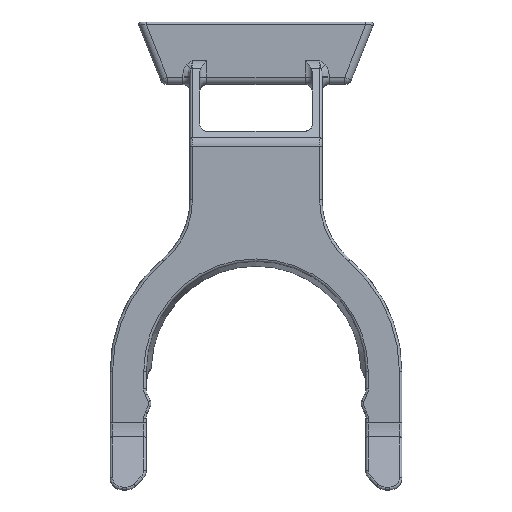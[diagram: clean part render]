
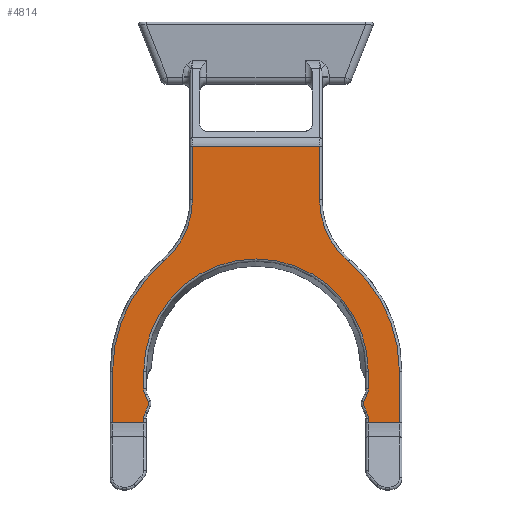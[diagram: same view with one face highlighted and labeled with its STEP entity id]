
A CAD part, top view. The second image highlights one B-rep face of the part: STEP entity #4814.
In plain terms, the highlighted planar face has unit normal (0, 0, 1).
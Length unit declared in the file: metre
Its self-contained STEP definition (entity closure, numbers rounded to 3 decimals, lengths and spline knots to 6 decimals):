
#478=CIRCLE('',#5175,0.033573);
#479=CIRCLE('',#5176,0.05975);
#480=CIRCLE('',#5177,0.006);
#481=CIRCLE('',#5178,0.002);
#482=CIRCLE('',#5179,0.006);
#483=CIRCLE('',#5180,0.04675);
#484=CIRCLE('',#5181,0.006);
#485=CIRCLE('',#5182,0.002);
#486=CIRCLE('',#5183,0.006);
#487=CIRCLE('',#5184,0.05975);
#488=CIRCLE('',#5185,0.033573);
#851=ORIENTED_EDGE('',*,*,#2385,.T.);
#852=ORIENTED_EDGE('',*,*,#2386,.T.);
#853=ORIENTED_EDGE('',*,*,#2387,.T.);
#854=ORIENTED_EDGE('',*,*,#2388,.T.);
#855=ORIENTED_EDGE('',*,*,#2389,.T.);
#856=ORIENTED_EDGE('',*,*,#2390,.T.);
#857=ORIENTED_EDGE('',*,*,#2391,.T.);
#858=ORIENTED_EDGE('',*,*,#2392,.T.);
#859=ORIENTED_EDGE('',*,*,#2393,.T.);
#860=ORIENTED_EDGE('',*,*,#2394,.T.);
#861=ORIENTED_EDGE('',*,*,#2395,.T.);
#862=ORIENTED_EDGE('',*,*,#2396,.T.);
#863=ORIENTED_EDGE('',*,*,#2397,.T.);
#864=ORIENTED_EDGE('',*,*,#2398,.T.);
#865=ORIENTED_EDGE('',*,*,#2399,.T.);
#866=ORIENTED_EDGE('',*,*,#2400,.T.);
#867=ORIENTED_EDGE('',*,*,#2401,.T.);
#868=ORIENTED_EDGE('',*,*,#2402,.T.);
#869=ORIENTED_EDGE('',*,*,#2403,.T.);
#870=ORIENTED_EDGE('',*,*,#2404,.T.);
#871=ORIENTED_EDGE('',*,*,#2405,.T.);
#872=ORIENTED_EDGE('',*,*,#2406,.T.);
#873=ORIENTED_EDGE('',*,*,#2407,.T.);
#874=ORIENTED_EDGE('',*,*,#2408,.T.);
#875=ORIENTED_EDGE('',*,*,#2409,.T.);
#876=ORIENTED_EDGE('',*,*,#2410,.T.);
#2385=EDGE_CURVE('',#3152,#3153,#3570,.T.);
#2386=EDGE_CURVE('',#3153,#3154,#3571,.T.);
#2387=EDGE_CURVE('',#3154,#3155,#478,.F.);
#2388=EDGE_CURVE('',#3155,#3156,#479,.T.);
#2389=EDGE_CURVE('',#3156,#3157,#3572,.F.);
#2390=EDGE_CURVE('',#3157,#3158,#3573,.T.);
#2391=EDGE_CURVE('',#3158,#3159,#3574,.T.);
#2392=EDGE_CURVE('',#3159,#3160,#480,.F.);
#2393=EDGE_CURVE('',#3160,#3161,#3575,.T.);
#2394=EDGE_CURVE('',#3161,#3162,#481,.T.);
#2395=EDGE_CURVE('',#3162,#3163,#3576,.T.);
#2396=EDGE_CURVE('',#3163,#3164,#482,.F.);
#2397=EDGE_CURVE('',#3164,#3165,#3577,.T.);
#2398=EDGE_CURVE('',#3165,#3166,#483,.F.);
#2399=EDGE_CURVE('',#3166,#3167,#3578,.T.);
#2400=EDGE_CURVE('',#3167,#3168,#484,.F.);
#2401=EDGE_CURVE('',#3168,#3169,#3579,.F.);
#2402=EDGE_CURVE('',#3169,#3170,#485,.T.);
#2403=EDGE_CURVE('',#3170,#3171,#3580,.F.);
#2404=EDGE_CURVE('',#3171,#3172,#486,.F.);
#2405=EDGE_CURVE('',#3172,#3173,#3581,.T.);
#2406=EDGE_CURVE('',#3173,#3174,#3582,.T.);
#2407=EDGE_CURVE('',#3174,#3175,#3583,.T.);
#2408=EDGE_CURVE('',#3175,#3176,#487,.T.);
#2409=EDGE_CURVE('',#3176,#3177,#488,.F.);
#2410=EDGE_CURVE('',#3177,#3152,#3584,.T.);
#3152=VERTEX_POINT('',#7573);
#3153=VERTEX_POINT('',#7574);
#3154=VERTEX_POINT('',#7576);
#3155=VERTEX_POINT('',#7578);
#3156=VERTEX_POINT('',#7580);
#3157=VERTEX_POINT('',#7582);
#3158=VERTEX_POINT('',#7584);
#3159=VERTEX_POINT('',#7586);
#3160=VERTEX_POINT('',#7588);
#3161=VERTEX_POINT('',#7590);
#3162=VERTEX_POINT('',#7592);
#3163=VERTEX_POINT('',#7594);
#3164=VERTEX_POINT('',#7596);
#3165=VERTEX_POINT('',#7598);
#3166=VERTEX_POINT('',#7600);
#3167=VERTEX_POINT('',#7602);
#3168=VERTEX_POINT('',#7604);
#3169=VERTEX_POINT('',#7606);
#3170=VERTEX_POINT('',#7608);
#3171=VERTEX_POINT('',#7610);
#3172=VERTEX_POINT('',#7612);
#3173=VERTEX_POINT('',#7614);
#3174=VERTEX_POINT('',#7616);
#3175=VERTEX_POINT('',#7618);
#3176=VERTEX_POINT('',#7620);
#3177=VERTEX_POINT('',#7622);
#3570=LINE('',#7572,#3858);
#3571=LINE('',#7575,#3859);
#3572=LINE('',#7581,#3860);
#3573=LINE('',#7583,#3861);
#3574=LINE('',#7585,#3862);
#3575=LINE('',#7589,#3863);
#3576=LINE('',#7593,#3864);
#3577=LINE('',#7597,#3865);
#3578=LINE('',#7601,#3866);
#3579=LINE('',#7605,#3867);
#3580=LINE('',#7609,#3868);
#3581=LINE('',#7613,#3869);
#3582=LINE('',#7615,#3870);
#3583=LINE('',#7617,#3871);
#3584=LINE('',#7623,#3872);
#3858=VECTOR('',#5915,1.);
#3859=VECTOR('',#5916,1.);
#3860=VECTOR('',#5921,1.);
#3861=VECTOR('',#5922,1.);
#3862=VECTOR('',#5923,1.);
#3863=VECTOR('',#5926,1.);
#3864=VECTOR('',#5929,1.);
#3865=VECTOR('',#5932,1.);
#3866=VECTOR('',#5935,1.);
#3867=VECTOR('',#5938,1.);
#3868=VECTOR('',#5941,1.);
#3869=VECTOR('',#5944,1.);
#3870=VECTOR('',#5945,1.);
#3871=VECTOR('',#5946,1.);
#3872=VECTOR('',#5951,1.);
#4099=EDGE_LOOP('',(#851,#852,#853,#854,#855,#856,#857,#858,#859,#860,#861,
#862,#863,#864,#865,#866,#867,#868,#869,#870,#871,#872,#873,#874,#875,#876));
#4430=FACE_BOUND('',#4099,.T.);
#4761=PLANE('',#5174);
#4814=ADVANCED_FACE('',(#4430),#4761,.T.);
#5174=AXIS2_PLACEMENT_3D('',#7571,#5913,#5914);
#5175=AXIS2_PLACEMENT_3D('',#7577,#5917,#5918);
#5176=AXIS2_PLACEMENT_3D('',#7579,#5919,#5920);
#5177=AXIS2_PLACEMENT_3D('',#7587,#5924,#5925);
#5178=AXIS2_PLACEMENT_3D('',#7591,#5927,#5928);
#5179=AXIS2_PLACEMENT_3D('',#7595,#5930,#5931);
#5180=AXIS2_PLACEMENT_3D('',#7599,#5933,#5934);
#5181=AXIS2_PLACEMENT_3D('',#7603,#5936,#5937);
#5182=AXIS2_PLACEMENT_3D('',#7607,#5939,#5940);
#5183=AXIS2_PLACEMENT_3D('',#7611,#5942,#5943);
#5184=AXIS2_PLACEMENT_3D('',#7619,#5947,#5948);
#5185=AXIS2_PLACEMENT_3D('',#7621,#5949,#5950);
#5913=DIRECTION('',(0.,0.,1.));
#5914=DIRECTION('',(1.,0.,0.));
#5915=DIRECTION('',(-1.,0.,0.));
#5916=DIRECTION('',(0.,-1.,0.));
#5917=DIRECTION('',(0.,0.,1.));
#5918=DIRECTION('',(1.,0.,0.));
#5919=DIRECTION('',(0.,0.,1.));
#5920=DIRECTION('',(1.,0.,0.));
#5921=DIRECTION('',(0.,1.,0.));
#5922=DIRECTION('',(1.,0.,0.));
#5923=DIRECTION('',(0.,1.,0.));
#5924=DIRECTION('',(0.,0.,1.));
#5925=DIRECTION('',(1.,0.,0.));
#5926=DIRECTION('',(0.418,0.908,0.));
#5927=DIRECTION('',(0.,0.,1.));
#5928=DIRECTION('',(1.,0.,0.));
#5929=DIRECTION('',(-0.418,0.908,0.));
#5930=DIRECTION('',(0.,0.,1.));
#5931=DIRECTION('',(1.,0.,0.));
#5932=DIRECTION('',(0.,1.,0.));
#5933=DIRECTION('',(0.,0.,1.));
#5934=DIRECTION('',(1.,0.,0.));
#5935=DIRECTION('',(0.,-1.,0.));
#5936=DIRECTION('',(0.,0.,1.));
#5937=DIRECTION('',(1.,0.,0.));
#5938=DIRECTION('',(0.418,0.908,0.));
#5939=DIRECTION('',(0.,0.,1.));
#5940=DIRECTION('',(1.,0.,0.));
#5941=DIRECTION('',(-0.418,0.908,0.));
#5942=DIRECTION('',(0.,0.,1.));
#5943=DIRECTION('',(1.,0.,0.));
#5944=DIRECTION('',(0.,-1.,0.));
#5945=DIRECTION('',(1.,0.,0.));
#5946=DIRECTION('',(0.,1.,0.));
#5947=DIRECTION('',(0.,0.,1.));
#5948=DIRECTION('',(1.,0.,0.));
#5949=DIRECTION('',(0.,0.,1.));
#5950=DIRECTION('',(1.,0.,0.));
#5951=DIRECTION('',(0.,1.,0.));
#7571=CARTESIAN_POINT('',(0.,0.0045,0.));
#7572=CARTESIAN_POINT('',(0.,0.048263,0.));
#7573=CARTESIAN_POINT('',(0.0265,0.048263,0.));
#7574=CARTESIAN_POINT('',(-0.0265,0.048263,0.));
#7575=CARTESIAN_POINT('',(-0.0265,0.0045,0.));
#7576=CARTESIAN_POINT('',(-0.0265,0.025917,0.));
#7577=CARTESIAN_POINT('',(-0.060073,0.025917,0.));
#7578=CARTESIAN_POINT('',(-0.038462,0.000225,0.));
#7579=CARTESIAN_POINT('',(0.,-0.0455,0.));
#7580=CARTESIAN_POINT('',(-0.05975,-0.0455,0.));
#7581=CARTESIAN_POINT('',(-0.05975,-0.067042,0.));
#7582=CARTESIAN_POINT('',(-0.05975,-0.067042,0.));
#7583=CARTESIAN_POINT('',(-0.04575,-0.067042,0.));
#7584=CARTESIAN_POINT('',(-0.04675,-0.067042,0.));
#7585=CARTESIAN_POINT('',(-0.04675,0.0045,0.));
#7586=CARTESIAN_POINT('',(-0.04675,-0.065109,0.));
#7587=CARTESIAN_POINT('',(-0.04075,-0.065109,0.));
#7588=CARTESIAN_POINT('',(-0.0462,-0.062599,0.));
#7589=CARTESIAN_POINT('',(-0.012618,0.010312,0.));
#7590=CARTESIAN_POINT('',(-0.044933,-0.05985,0.));
#7591=CARTESIAN_POINT('',(-0.04675,-0.059013,0.));
#7592=CARTESIAN_POINT('',(-0.044933,-0.058176,0.));
#7593=CARTESIAN_POINT('',(-0.060885,-0.023543,0.));
#7594=CARTESIAN_POINT('',(-0.0462,-0.055427,0.));
#7595=CARTESIAN_POINT('',(-0.04075,-0.052917,0.));
#7596=CARTESIAN_POINT('',(-0.04675,-0.052917,0.));
#7597=CARTESIAN_POINT('',(-0.04675,0.0045,0.));
#7598=CARTESIAN_POINT('',(-0.04675,-0.0455,0.));
#7599=CARTESIAN_POINT('',(0.,-0.0455,0.));
#7600=CARTESIAN_POINT('',(0.04675,-0.0455,0.));
#7601=CARTESIAN_POINT('',(0.04675,0.0045,0.));
#7602=CARTESIAN_POINT('',(0.04675,-0.052917,0.));
#7603=CARTESIAN_POINT('',(0.04075,-0.052917,0.));
#7604=CARTESIAN_POINT('',(0.0462,-0.055427,0.));
#7605=CARTESIAN_POINT('',(0.044933,-0.058176,0.));
#7606=CARTESIAN_POINT('',(0.044933,-0.058176,0.));
#7607=CARTESIAN_POINT('',(0.04675,-0.059013,0.));
#7608=CARTESIAN_POINT('',(0.044933,-0.05985,0.));
#7609=CARTESIAN_POINT('',(0.0462,-0.062599,0.));
#7610=CARTESIAN_POINT('',(0.0462,-0.062599,0.));
#7611=CARTESIAN_POINT('',(0.04075,-0.065109,0.));
#7612=CARTESIAN_POINT('',(0.04675,-0.065109,0.));
#7613=CARTESIAN_POINT('',(0.04675,0.0045,0.));
#7614=CARTESIAN_POINT('',(0.04675,-0.067042,0.));
#7615=CARTESIAN_POINT('',(0.06075,-0.067042,0.));
#7616=CARTESIAN_POINT('',(0.05975,-0.067042,0.));
#7617=CARTESIAN_POINT('',(0.05975,0.0045,0.));
#7618=CARTESIAN_POINT('',(0.05975,-0.0455,0.));
#7619=CARTESIAN_POINT('',(0.,-0.0455,0.));
#7620=CARTESIAN_POINT('',(0.038462,0.000225,0.));
#7621=CARTESIAN_POINT('',(0.060073,0.025917,0.));
#7622=CARTESIAN_POINT('',(0.0265,0.025917,0.));
#7623=CARTESIAN_POINT('',(0.0265,0.0045,0.));
